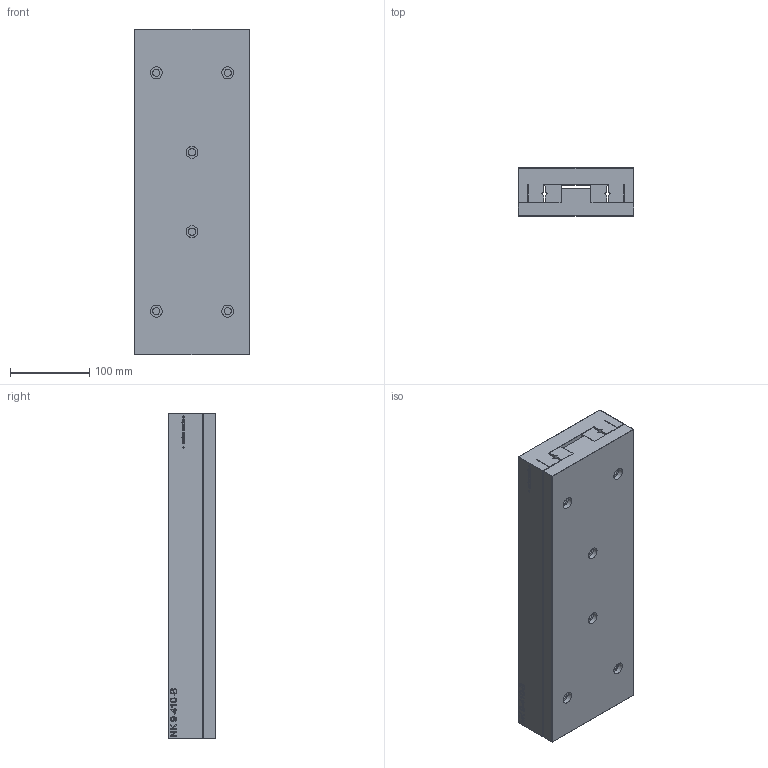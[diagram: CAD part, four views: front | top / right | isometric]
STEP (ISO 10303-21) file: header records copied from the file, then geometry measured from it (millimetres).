
FILE_DESCRIPTION(('FreeCAD Model'),'2;1');
FILE_NAME('NK 9-410-B.step', '2020-07-24T07:49:32',('Author'),(''), 'Open CASCADE STEP processor 6.8','FreeCAD','Unknown');
FILE_SCHEMA(('AUTOMOTIVE_DESIGN_CC2 { 1 2 10303 214 -1 1 5 4 }'));
Length unit declared in the file: millimetre
Products named in the file (3): ASSEMBLY; OT; UT
Assembly tree (2 placements, depth 2):
  ASSEMBLY
    OT
    UT
Bounding box: 145 x 60 x 410 mm (x, y, z)
Volume: 3398011.5 mm3; surface area: 449322.8 mm2
Topology: 4 solids, 4 shells, 782 faces, 2093 edges, 1364 vertices
Faces by surface type: extrusion 408, plane 350, cylinder 18, cone 6
Full cylindrical faces by diameter (mm): 8 x6, 9 x6, 15 x6
Entity records: 51738 total; most frequent: CARTESIAN_POINT 12381, DIRECTION 5825, VECTOR 4917, LINE 4509, ORIENTED_EDGE 4186, PCURVE 4186, DEFINITIONAL_REPRESENTATION 4186, EDGE_CURVE 2093
